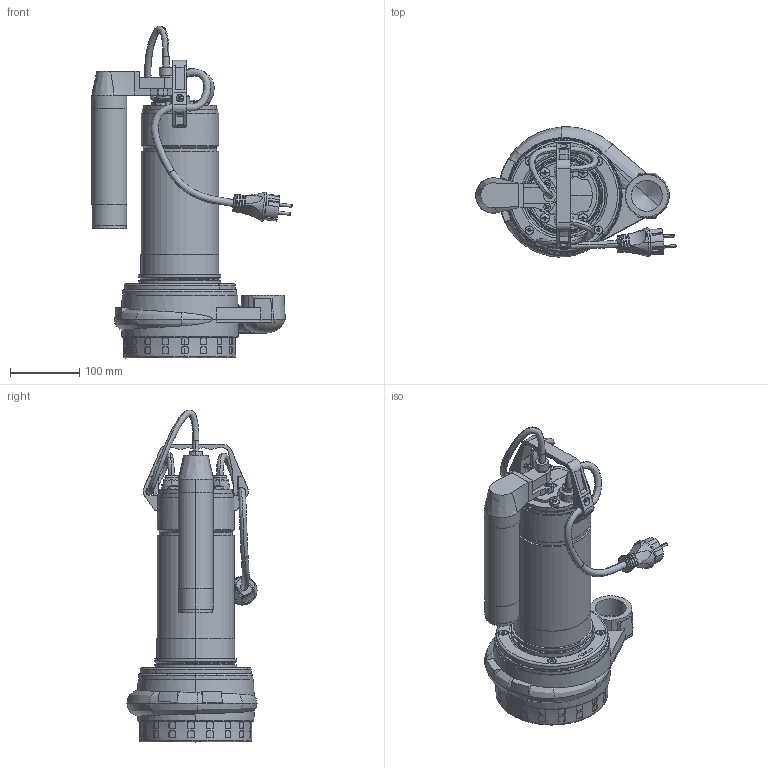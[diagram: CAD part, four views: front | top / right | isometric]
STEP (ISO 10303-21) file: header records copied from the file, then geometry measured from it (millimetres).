
FILE_DESCRIPTION (( 'STEP AP203' ), '1' );
FILE_NAME ('10018153swa00.step', '2023-06-20T14:42:00', ( '' ), ( '' ), 'SwSTEP 2.0', 'SolidWorks 2020', '' );
FILE_SCHEMA (( 'CONFIG_CONTROL_DESIGN' ));
Length unit declared in the file: millimetre
Products named in the file (14): Copia di Vite_TCB_M5x201^10018153swa00; Copia di 3_92_153_L265_semplificato^10018153swa00; Copia di 1_65_091_semplificato^10018153swa00; Copia di 3_92_128_semplificato^Coperchio_Copia di Galleggiante GF_10018153swa00_Cavo doppio; Copia di 4_92_100_REV04^Copia di Galleggiante GF_10018153swa00; Copia di 3_65_417_semplificato^10018153swa00; Coperchio^Copia di Galleggiante GF_10018153swa00; Copia di GF^Copia di Galleggiante GF_10018153swa00; Copia di 3_65_405_semplificato^10018153swa00; Copia di 3_65_404_semplificato^10018153swa00; Copia di M6x35_UNI_5933^10018153swa00; Copia di Galleggiante GF^10018153swa00; 10018153swa00; Copia di 70142^Coperchio_Copia di Galleggiante GF_10018153swa00
Assembly tree (18 placements, depth 4):
  10018153swa00
    Copia di 3_65_417_semplificato^10018153swa00
    Copia di 3_65_405_semplificato^10018153swa00
    Copia di 3_92_153_L265_semplificato^10018153swa00
    Copia di M6x35_UNI_5933^10018153swa00  x4
    Copia di 1_65_091_semplificato^10018153swa00
    Copia di 3_65_404_semplificato^10018153swa00
    Copia di Vite_TCB_M5x201^10018153swa00  x3
    Copia di Galleggiante GF^10018153swa00
      Copia di GF^Copia di Galleggiante GF_10018153swa00
      Copia di 4_92_100_REV04^Copia di Galleggiante GF_10018153swa00
      Coperchio^Copia di Galleggiante GF_10018153swa00
        Copia di 70142^Coperchio_Copia di Galleggiante GF_10018153swa00
        Copia di 3_92_128_semplificato^Coperchio_Copia di Galleggiante GF_10018153swa00_Cavo doppio
Bounding box: 289.98 x 188.03 x 479.84 mm (x, y, z)
Volume: 6251865.4 mm3; surface area: 563105.1 mm2
Topology: 37 solids, 37 shells, 1693 faces, 4367 edges, 2843 vertices
Faces by surface type: plane 843, cylinder 570, bspline 174, cone 60, sphere 28, torus 18
Entity records: 88870 total; most frequent: CARTESIAN_POINT 49566, ORIENTED_EDGE 8186, DIRECTION 7322, EDGE_CURVE 4093, VERTEX_POINT 2682, AXIS2_PLACEMENT_3D 2632, VECTOR 2058, LINE 2058
